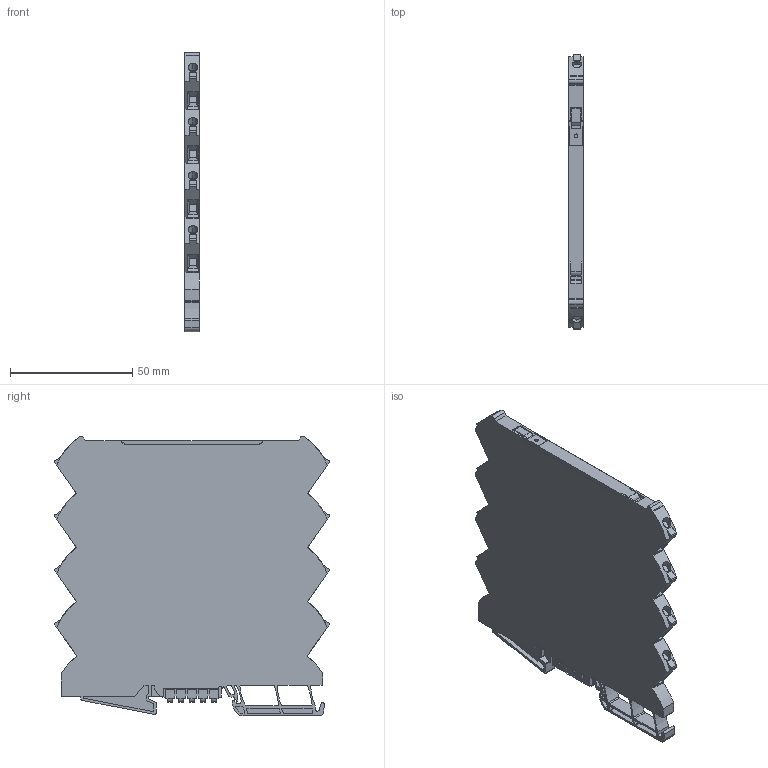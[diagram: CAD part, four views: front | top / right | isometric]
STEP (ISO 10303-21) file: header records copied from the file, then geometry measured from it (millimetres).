
FILE_DESCRIPTION(('CATIA V5 STEP Exchange','CAx-IF Rec.Pracs.--- Model Styling and Organization---1.4--- 2014-01-23'),'2;1');
FILE_NAME ('6265109_5', '2021-06-30T11:38:01+00:00', ('none'), ('Weidmueller'), 'CATIA Version 5-6 Release 2016 SP3 HF44', 'CATIA V5 STEP AP214', 'none');
FILE_SCHEMA(('AUTOMOTIVE_DESIGN { 1 0 10303 214 1 1 1 1 }'));
Length unit declared in the file: millimetre
Products named in the file (1): S3D_ACT20M_FEED_IN_XXX
Bounding box: 6.1 x 112.52 x 114.32 mm (x, y, z)
Volume: 64269.8 mm3; surface area: 32495.3 mm2
Topology: 7 solids, 8 shells, 720 faces, 2134 edges, 1458 vertices
Faces by surface type: plane 562, cylinder 134, extrusion 24
Entity records: 24164 total; most frequent: CARTESIAN_POINT 4874, ORIENTED_EDGE 4268, DIRECTION 3113, EDGE_CURVE 2132, VECTOR 1745, LINE 1721, VERTEX_POINT 1454, AXIS2_PLACEMENT_3D 832
